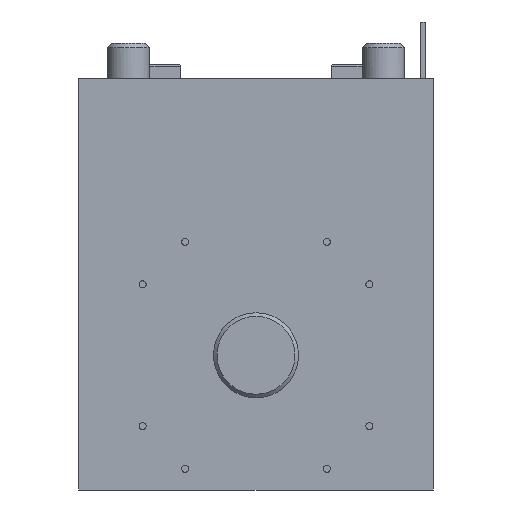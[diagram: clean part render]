
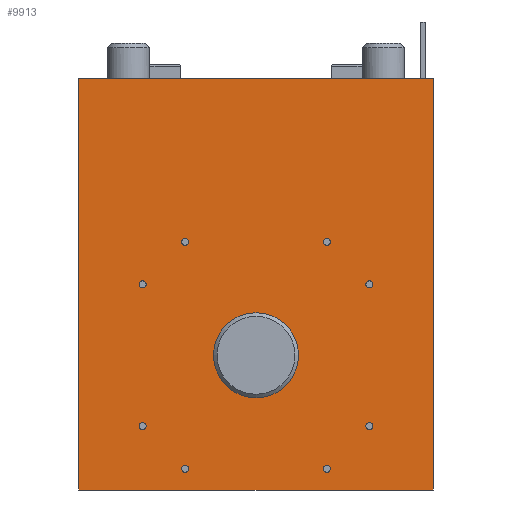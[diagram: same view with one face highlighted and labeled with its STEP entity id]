
A CAD part, left-side view. The second image highlights one B-rep face of the part: STEP entity #9913.
In plain terms, the highlighted planar face has unit normal (-1, 0, 0).
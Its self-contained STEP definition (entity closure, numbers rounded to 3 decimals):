
#503=LINE('',#13318,#935);
#504=LINE('',#13321,#936);
#505=LINE('',#13323,#937);
#506=LINE('',#13325,#938);
#935=VECTOR('',#11171,1000.);
#936=VECTOR('',#11172,1000.);
#937=VECTOR('',#11173,1000.);
#938=VECTOR('',#11174,1000.);
#1942=ORIENTED_EDGE('',*,*,#3717,.T.);
#1943=ORIENTED_EDGE('',*,*,#3716,.T.);
#1944=ORIENTED_EDGE('',*,*,#3715,.T.);
#1945=ORIENTED_EDGE('',*,*,#3714,.T.);
#1946=ORIENTED_EDGE('',*,*,#3713,.T.);
#1947=ORIENTED_EDGE('',*,*,#3712,.T.);
#1948=ORIENTED_EDGE('',*,*,#3711,.T.);
#1949=ORIENTED_EDGE('',*,*,#3710,.T.);
#1950=ORIENTED_EDGE('',*,*,#3873,.F.);
#1951=ORIENTED_EDGE('',*,*,#3874,.F.);
#1952=ORIENTED_EDGE('',*,*,#3875,.F.);
#1953=ORIENTED_EDGE('',*,*,#3876,.F.);
#1954=ORIENTED_EDGE('',*,*,#3709,.T.);
#3709=EDGE_CURVE('',#4734,#4734,#5417,.F.);
#3710=EDGE_CURVE('',#4735,#4735,#5418,.T.);
#3711=EDGE_CURVE('',#4736,#4736,#5419,.T.);
#3712=EDGE_CURVE('',#4737,#4737,#5420,.T.);
#3713=EDGE_CURVE('',#4738,#4738,#5421,.T.);
#3714=EDGE_CURVE('',#4739,#4739,#5422,.T.);
#3715=EDGE_CURVE('',#4740,#4740,#5423,.T.);
#3716=EDGE_CURVE('',#4741,#4741,#5424,.T.);
#3717=EDGE_CURVE('',#4742,#4742,#5425,.T.);
#3873=EDGE_CURVE('',#4851,#4852,#503,.T.);
#3874=EDGE_CURVE('',#4853,#4851,#504,.T.);
#3875=EDGE_CURVE('',#4854,#4853,#505,.T.);
#3876=EDGE_CURVE('',#4852,#4854,#506,.T.);
#4734=VERTEX_POINT('',#12680);
#4735=VERTEX_POINT('',#12683);
#4736=VERTEX_POINT('',#12686);
#4737=VERTEX_POINT('',#12689);
#4738=VERTEX_POINT('',#12692);
#4739=VERTEX_POINT('',#12695);
#4740=VERTEX_POINT('',#12698);
#4741=VERTEX_POINT('',#12701);
#4742=VERTEX_POINT('',#12704);
#4851=VERTEX_POINT('',#13319);
#4852=VERTEX_POINT('',#13320);
#4853=VERTEX_POINT('',#13322);
#4854=VERTEX_POINT('',#13324);
#5417=CIRCLE('',#10326,6.);
#5418=CIRCLE('',#10328,0.5);
#5419=CIRCLE('',#10330,0.5);
#5420=CIRCLE('',#10332,0.5);
#5421=CIRCLE('',#10334,0.5);
#5422=CIRCLE('',#10336,0.5);
#5423=CIRCLE('',#10338,0.5);
#5424=CIRCLE('',#10340,0.5);
#5425=CIRCLE('',#10342,0.5);
#5680=EDGE_LOOP('',(#1942));
#5681=EDGE_LOOP('',(#1943));
#5682=EDGE_LOOP('',(#1944));
#5683=EDGE_LOOP('',(#1945));
#5684=EDGE_LOOP('',(#1946));
#5685=EDGE_LOOP('',(#1947));
#5686=EDGE_LOOP('',(#1948));
#5687=EDGE_LOOP('',(#1949));
#5688=EDGE_LOOP('',(#1950,#1951,#1952,#1953));
#5689=EDGE_LOOP('',(#1954));
#6210=FACE_BOUND('',#5680,.T.);
#6211=FACE_BOUND('',#5681,.T.);
#6212=FACE_BOUND('',#5682,.T.);
#6213=FACE_BOUND('',#5683,.T.);
#6214=FACE_BOUND('',#5684,.T.);
#6215=FACE_BOUND('',#5685,.T.);
#6216=FACE_BOUND('',#5686,.T.);
#6217=FACE_BOUND('',#5687,.T.);
#6218=FACE_BOUND('',#5688,.T.);
#6219=FACE_BOUND('',#5689,.T.);
#6672=PLANE('',#10395);
#9913=ADVANCED_FACE('',(#6210,#6211,#6212,#6213,#6214,#6215,#6216,#6217,
#6218,#6219),#6672,.T.);
#10326=AXIS2_PLACEMENT_3D('',#12679,#10883,#10884);
#10328=AXIS2_PLACEMENT_3D('',#12682,#10887,#10888);
#10330=AXIS2_PLACEMENT_3D('',#12685,#10891,#10892);
#10332=AXIS2_PLACEMENT_3D('',#12688,#10895,#10896);
#10334=AXIS2_PLACEMENT_3D('',#12691,#10899,#10900);
#10336=AXIS2_PLACEMENT_3D('',#12694,#10903,#10904);
#10338=AXIS2_PLACEMENT_3D('',#12697,#10907,#10908);
#10340=AXIS2_PLACEMENT_3D('',#12700,#10911,#10912);
#10342=AXIS2_PLACEMENT_3D('',#12703,#10915,#10916);
#10395=AXIS2_PLACEMENT_3D('',#13317,#11169,#11170);
#10883=DIRECTION('',(-1.,0.,0.));
#10884=DIRECTION('',(0.,-1.,0.));
#10887=DIRECTION('',(1.,0.,0.));
#10888=DIRECTION('',(0.,0.,-1.));
#10891=DIRECTION('',(1.,0.,0.));
#10892=DIRECTION('',(0.,0.,-1.));
#10895=DIRECTION('',(1.,0.,0.));
#10896=DIRECTION('',(0.,0.,-1.));
#10899=DIRECTION('',(1.,0.,0.));
#10900=DIRECTION('',(0.,0.,-1.));
#10903=DIRECTION('',(1.,0.,0.));
#10904=DIRECTION('',(0.,0.,-1.));
#10907=DIRECTION('',(1.,0.,0.));
#10908=DIRECTION('',(0.,0.,-1.));
#10911=DIRECTION('',(1.,0.,0.));
#10912=DIRECTION('',(0.,0.,-1.));
#10915=DIRECTION('',(1.,0.,0.));
#10916=DIRECTION('',(0.,0.,-1.));
#11169=DIRECTION('',(-1.,0.,0.));
#11170=DIRECTION('',(0.,-1.,0.));
#11171=DIRECTION('',(0.,0.,1.));
#11172=DIRECTION('',(0.,1.,0.));
#11173=DIRECTION('',(0.,0.,-1.));
#11174=DIRECTION('',(0.,-1.,0.));
#12679=CARTESIAN_POINT('',(-30.,0.,-39.));
#12680=CARTESIAN_POINT('',(-30.,-6.,-39.));
#12682=CARTESIAN_POINT('',(-30.,-10.,-23.));
#12683=CARTESIAN_POINT('',(-30.,-10.,-23.5));
#12685=CARTESIAN_POINT('',(-30.,-16.,-29.));
#12686=CARTESIAN_POINT('',(-30.,-16.,-29.5));
#12688=CARTESIAN_POINT('',(-30.,-16.,-49.));
#12689=CARTESIAN_POINT('',(-30.,-16.,-49.5));
#12691=CARTESIAN_POINT('',(-30.,-10.,-55.));
#12692=CARTESIAN_POINT('',(-30.,-10.,-55.5));
#12694=CARTESIAN_POINT('',(-30.,10.,-23.));
#12695=CARTESIAN_POINT('',(-30.,10.,-23.5));
#12697=CARTESIAN_POINT('',(-30.,16.,-29.));
#12698=CARTESIAN_POINT('',(-30.,16.,-29.5));
#12700=CARTESIAN_POINT('',(-30.,16.,-49.));
#12701=CARTESIAN_POINT('',(-30.,16.,-49.5));
#12703=CARTESIAN_POINT('',(-30.,10.,-55.));
#12704=CARTESIAN_POINT('',(-30.,10.,-55.5));
#13317=CARTESIAN_POINT('',(-30.,0.,-8.));
#13318=CARTESIAN_POINT('',(-30.,25.,-68.));
#13319=CARTESIAN_POINT('',(-30.,25.,-58.));
#13320=CARTESIAN_POINT('',(-30.,25.,0.));
#13321=CARTESIAN_POINT('',(-30.,-31.,-58.));
#13322=CARTESIAN_POINT('',(-30.,-25.,-58.));
#13323=CARTESIAN_POINT('',(-30.,-25.,-8.));
#13324=CARTESIAN_POINT('',(-30.,-25.,0.));
#13325=CARTESIAN_POINT('',(-30.,25.,0.));
